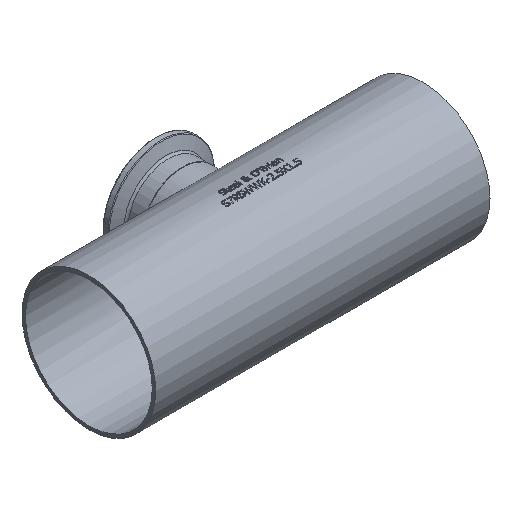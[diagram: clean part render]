
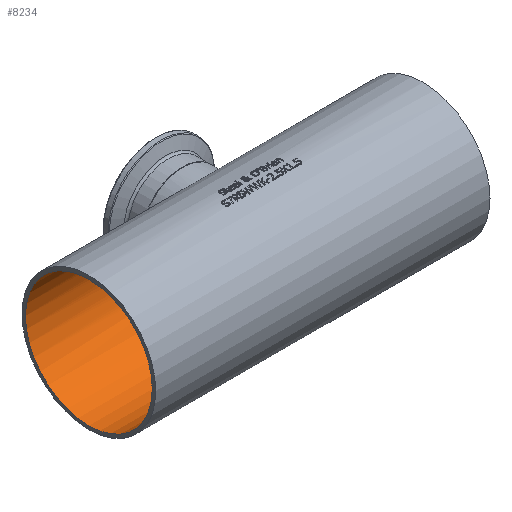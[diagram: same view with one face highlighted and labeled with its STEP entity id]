
A CAD part, isometric view. The second image highlights one B-rep face of the part: STEP entity #8234.
In plain terms, the highlighted cylindrical face has radius 30.099 mm (diameter 60.198 mm), a full revolution.
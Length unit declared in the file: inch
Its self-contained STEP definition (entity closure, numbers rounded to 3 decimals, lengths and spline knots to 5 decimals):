
#167=FACE_BOUND('',#1539,.T.);
#168=FACE_BOUND('',#1540,.T.);
#169=FACE_BOUND('',#1541,.T.);
#1539=EDGE_LOOP('',(#7677));
#1540=EDGE_LOOP('',(#7678));
#1541=EDGE_LOOP('',(#7679));
#2855=CIRCLE('',#8737,1.185);
#2856=CIRCLE('',#8738,1.185);
#3250=B_SPLINE_CURVE_WITH_KNOTS('',3,(#17873,#17874,#17875,#17876,#17877,
#17878,#17879,#17880,#17881,#17882,#17883,#17884,#17885,#17886,#17887,#17888,
#17889,#17890,#17891,#17892,#17893,#17894,#17895,#17896,#17897,#17898,#17899,
#17900,#17901,#17902,#17903,#17904,#17905,#17906,#17907,#17908,#17909,#17910,
#17911,#17912,#17913,#17914,#17915,#17916,#17917,#17918,#17919,#17920,#17921,
#17922,#17923,#17924,#17925,#17926,#17927,#17928,#17929,#17930),
 .UNSPECIFIED.,.T.,.F.,(4,2,2,2,2,2,2,2,2,2,2,2,2,2,2,2,2,2,2,2,2,2,2,2,
2,2,2,2,4),(0.,0.33807,0.67613,1.35226,1.68851,
2.02475,2.361,2.69724,3.03349,3.36974,
3.70598,4.04223,4.71836,5.05642,5.39449,
5.73255,6.07062,6.74675,7.083,7.41924,
7.75549,8.09173,8.42798,8.76422,9.10047,
9.43672,10.11285,10.45091,10.78898),
 .UNSPECIFIED.);
#4062=VERTEX_POINT('',#17872);
#4063=VERTEX_POINT('',#17933);
#4064=VERTEX_POINT('',#17935);
#5270=EDGE_CURVE('',#4062,#4062,#3250,.T.);
#5271=EDGE_CURVE('',#4063,#4063,#2855,.T.);
#5272=EDGE_CURVE('',#4064,#4064,#2856,.T.);
#7677=ORIENTED_EDGE('',*,*,#5270,.F.);
#7678=ORIENTED_EDGE('',*,*,#5271,.T.);
#7679=ORIENTED_EDGE('',*,*,#5272,.F.);
#7732=CYLINDRICAL_SURFACE('',#8736,1.185);
#8234=ADVANCED_FACE('',(#167,#168,#169),#7732,.F.);
#8736=AXIS2_PLACEMENT_3D('',#17932,#10308,#10309);
#8737=AXIS2_PLACEMENT_3D('',#17934,#10310,#10311);
#8738=AXIS2_PLACEMENT_3D('',#17936,#10312,#10313);
#10308=DIRECTION('center_axis',(1.,0.,0.));
#10309=DIRECTION('ref_axis',(0.,0.,
-1.));
#10310=DIRECTION('center_axis',(1.,0.,0.));
#10311=DIRECTION('ref_axis',(0.,0.,
-1.));
#10312=DIRECTION('center_axis',(1.,0.,0.));
#10313=DIRECTION('ref_axis',(0.,0.,
-1.));
#17872=CARTESIAN_POINT('',(0.,0.96695,-0.685));
#17873=CARTESIAN_POINT('Ctrl Pts',(0.,0.96695,
-0.685));
#17874=CARTESIAN_POINT('Ctrl Pts',(0.04437,0.96695,
-0.685));
#17875=CARTESIAN_POINT('Ctrl Pts',(0.08974,0.9701,
-0.68062));
#17876=CARTESIAN_POINT('Ctrl Pts',(0.17915,0.98241,
-0.66273));
#17877=CARTESIAN_POINT('Ctrl Pts',(0.22318,0.99155,
-0.64922));
#17878=CARTESIAN_POINT('Ctrl Pts',(0.34902,1.02483,-0.5964));
#17879=CARTESIAN_POINT('Ctrl Pts',(0.42455,1.0547,-0.54418));
#17880=CARTESIAN_POINT('Ctrl Pts',(0.51411,1.09481,-0.45462));
#17881=CARTESIAN_POINT('Ctrl Pts',(0.54223,1.1084,-0.42095));
#17882=CARTESIAN_POINT('Ctrl Pts',(0.59215,1.13366,-0.34723));
#17883=CARTESIAN_POINT('Ctrl Pts',(0.61396,1.14531,-0.30718));
#17884=CARTESIAN_POINT('Ctrl Pts',(0.64927,1.16462,-0.22306));
#17885=CARTESIAN_POINT('Ctrl Pts',(0.6628,1.17228,-0.1789));
#17886=CARTESIAN_POINT('Ctrl Pts',(0.68067,1.18248,-0.08943));
#17887=CARTESIAN_POINT('Ctrl Pts',(0.685,1.185,-0.04413));
#17888=CARTESIAN_POINT('Ctrl Pts',(0.685,1.185,0.04413));
#17889=CARTESIAN_POINT('Ctrl Pts',(0.68067,1.18248,0.08943));
#17890=CARTESIAN_POINT('Ctrl Pts',(0.6628,1.17228,0.1789));
#17891=CARTESIAN_POINT('Ctrl Pts',(0.64927,1.16462,0.22306));
#17892=CARTESIAN_POINT('Ctrl Pts',(0.61396,1.14531,0.30718));
#17893=CARTESIAN_POINT('Ctrl Pts',(0.59215,1.13366,0.34723));
#17894=CARTESIAN_POINT('Ctrl Pts',(0.54223,1.1084,0.42095));
#17895=CARTESIAN_POINT('Ctrl Pts',(0.51411,1.09481,0.45462));
#17896=CARTESIAN_POINT('Ctrl Pts',(0.42455,1.0547,0.54418));
#17897=CARTESIAN_POINT('Ctrl Pts',(0.34902,1.02483,0.5964));
#17898=CARTESIAN_POINT('Ctrl Pts',(0.22318,0.99155,
0.64922));
#17899=CARTESIAN_POINT('Ctrl Pts',(0.17915,0.98241,
0.66273));
#17900=CARTESIAN_POINT('Ctrl Pts',(0.08974,0.9701,
0.68062));
#17901=CARTESIAN_POINT('Ctrl Pts',(0.04437,0.96695,
0.685));
#17902=CARTESIAN_POINT('Ctrl Pts',(-0.04437,0.96695,
0.685));
#17903=CARTESIAN_POINT('Ctrl Pts',(-0.08974,0.9701,
0.68062));
#17904=CARTESIAN_POINT('Ctrl Pts',(-0.17915,0.98241,
0.66273));
#17905=CARTESIAN_POINT('Ctrl Pts',(-0.22318,0.99155,
0.64922));
#17906=CARTESIAN_POINT('Ctrl Pts',(-0.34902,1.02483,
0.5964));
#17907=CARTESIAN_POINT('Ctrl Pts',(-0.42455,1.0547,0.54418));
#17908=CARTESIAN_POINT('Ctrl Pts',(-0.51411,1.09481,
0.45462));
#17909=CARTESIAN_POINT('Ctrl Pts',(-0.54223,1.1084,
0.42095));
#17910=CARTESIAN_POINT('Ctrl Pts',(-0.59215,1.13366,
0.34723));
#17911=CARTESIAN_POINT('Ctrl Pts',(-0.61396,1.14531,
0.30718));
#17912=CARTESIAN_POINT('Ctrl Pts',(-0.64927,1.16462,0.22306));
#17913=CARTESIAN_POINT('Ctrl Pts',(-0.6628,1.17228,
0.1789));
#17914=CARTESIAN_POINT('Ctrl Pts',(-0.68067,1.18248,
0.08943));
#17915=CARTESIAN_POINT('Ctrl Pts',(-0.685,1.185,0.04413));
#17916=CARTESIAN_POINT('Ctrl Pts',(-0.685,1.185,-0.04413));
#17917=CARTESIAN_POINT('Ctrl Pts',(-0.68067,1.18248,-0.08943));
#17918=CARTESIAN_POINT('Ctrl Pts',(-0.6628,1.17228,
-0.1789));
#17919=CARTESIAN_POINT('Ctrl Pts',(-0.64927,1.16462,-0.22306));
#17920=CARTESIAN_POINT('Ctrl Pts',(-0.61396,1.14531,
-0.30718));
#17921=CARTESIAN_POINT('Ctrl Pts',(-0.59215,1.13366,
-0.34723));
#17922=CARTESIAN_POINT('Ctrl Pts',(-0.54223,1.1084,
-0.42095));
#17923=CARTESIAN_POINT('Ctrl Pts',(-0.51411,1.09481,
-0.45462));
#17924=CARTESIAN_POINT('Ctrl Pts',(-0.42455,1.0547,-0.54418));
#17925=CARTESIAN_POINT('Ctrl Pts',(-0.34902,1.02483,
-0.5964));
#17926=CARTESIAN_POINT('Ctrl Pts',(-0.22318,0.99155,
-0.64922));
#17927=CARTESIAN_POINT('Ctrl Pts',(-0.17915,0.98241,
-0.66273));
#17928=CARTESIAN_POINT('Ctrl Pts',(-0.08974,0.9701,
-0.68062));
#17929=CARTESIAN_POINT('Ctrl Pts',(-0.04437,0.96695,
-0.685));
#17930=CARTESIAN_POINT('Ctrl Pts',(0.,0.96695,
-0.685));
#17932=CARTESIAN_POINT('Origin',(0.,0.,
0.));
#17933=CARTESIAN_POINT('',(3.125,0.,-1.185));
#17934=CARTESIAN_POINT('Origin',(3.125,0.,
0.));
#17935=CARTESIAN_POINT('',(-3.125,0.,-1.185));
#17936=CARTESIAN_POINT('Origin',(-3.125,0.,
0.));
